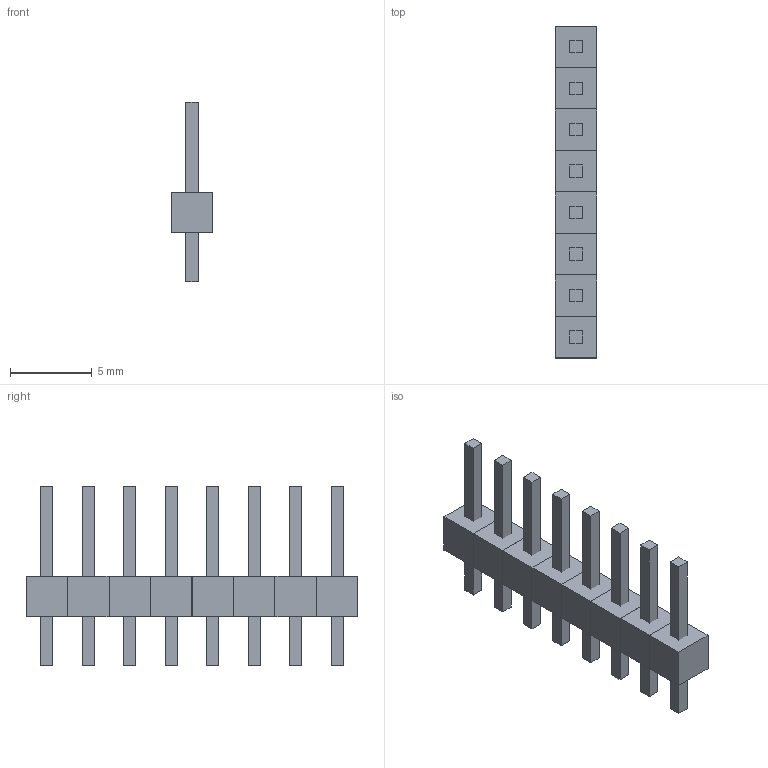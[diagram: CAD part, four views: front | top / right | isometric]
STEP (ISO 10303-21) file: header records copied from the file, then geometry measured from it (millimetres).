
FILE_DESCRIPTION(('Open CASCADE Model'),'2;1');
FILE_NAME('Open CASCADE Shape Model','2023-10-21T12:34:41',('Author'),('Open CASCADE'),'Open CASCADE STEP processor 7.7','Open CASCADE 7.7','Unknown');
FILE_SCHEMA(('AUTOMOTIVE_DESIGN { 1 0 10303 214 1 1 1 1 }'));
Length unit declared in the file: millimetre
Products named in the file (19): Pin Header 2.54mm 1x08 â1.1mm; insulator-1; insulator-1_part; lead-1; lead-1_part; insulator-2; lead-2; insulator-3; lead-3; insulator-4; lead-4; insulator-5; lead-5; insulator-6; lead-6; insulator-7; lead-7; insulator-8; lead-8
Assembly tree (32 placements, depth 3):
  Pin Header 2.54mm 1x08 â1.1mm
    insulator-1
      insulator-1_part
    lead-1
      lead-1_part
    insulator-2
      insulator-1_part
    lead-2
      lead-1_part
    insulator-3
      insulator-1_part
    lead-3
      lead-1_part
    insulator-4
      insulator-1_part
    lead-4
      lead-1_part
    insulator-5
      insulator-1_part
    lead-5
      lead-1_part
    insulator-6
      insulator-1_part
    lead-6
      lead-1_part
    insulator-7
      insulator-1_part
    lead-7
      lead-1_part
    insulator-8
      insulator-1_part
    lead-8
      lead-1_part
Bounding box: 2.54 x 20.32 x 11 mm (x, y, z)
Volume: 177.6 mm3; surface area: 576.7 mm2
Topology: 16 solids, 16 shells, 96 faces, 192 edges, 128 vertices
Faces by surface type: plane 96
Entity records: 483 total; most frequent: PRODUCT_DEFINITION_SHAPE 51, ORIENTED_EDGE 36, CONTEXT_DEPENDENT_SHAPE_REPRESENTATION 32, NEXT_ASSEMBLY_USAGE_OCCURRENCE 32, CARTESIAN_POINT 25, EDGE_CURVE 24, LINE 24, AXIS2_PLACEMENT_3D 21
